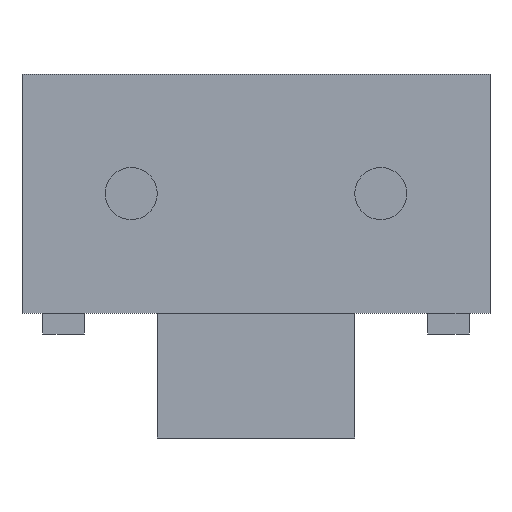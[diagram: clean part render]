
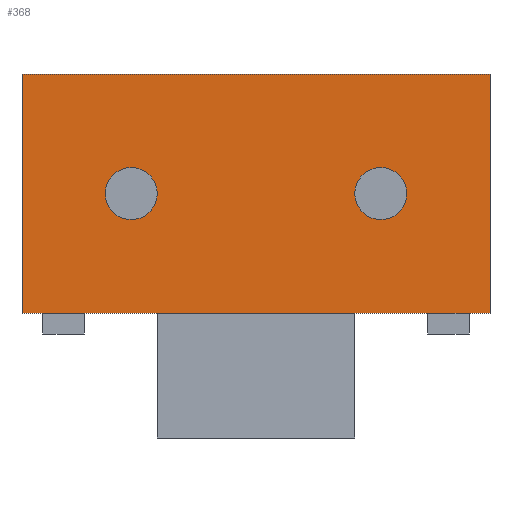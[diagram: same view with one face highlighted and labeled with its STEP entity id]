
A CAD part, front view. The second image highlights one B-rep face of the part: STEP entity #368.
In plain terms, the highlighted planar face has unit normal (0, -1, 0).
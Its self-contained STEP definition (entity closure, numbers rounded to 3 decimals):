
#13=DIRECTION('',(0.,0.,1.));
#14=VECTOR('',#13,2.3);
#15=CARTESIAN_POINT('',(-2.25,0.,-1.15));
#16=LINE('',#15,#14);
#17=DIRECTION('',(1.,0.,0.));
#18=VECTOR('',#17,4.5);
#19=CARTESIAN_POINT('',(-2.25,0.,1.15));
#20=LINE('',#19,#18);
#21=DIRECTION('',(0.,0.,-1.));
#22=VECTOR('',#21,2.3);
#23=CARTESIAN_POINT('',(2.25,0.,1.15));
#24=LINE('',#23,#22);
#25=DIRECTION('',(-1.,0.,0.));
#26=VECTOR('',#25,4.5);
#27=CARTESIAN_POINT('',(2.25,0.,-1.15));
#28=LINE('',#27,#26);
#29=CARTESIAN_POINT('',(1.2,0.,0.));
#30=DIRECTION('',(0.,-1.,0.));
#31=DIRECTION('',(-1.,0.,0.));
#32=AXIS2_PLACEMENT_3D('',#29,#30,#31);
#34=CARTESIAN_POINT('',(1.2,0.,0.));
#35=DIRECTION('',(0.,-1.,0.));
#36=DIRECTION('',(1.,0.,0.));
#37=AXIS2_PLACEMENT_3D('',#34,#35,#36);
#39=CARTESIAN_POINT('',(-1.2,0.,0.));
#40=DIRECTION('',(0.,-1.,0.));
#41=DIRECTION('',(-1.,0.,0.));
#42=AXIS2_PLACEMENT_3D('',#39,#40,#41);
#44=CARTESIAN_POINT('',(-1.2,0.,0.));
#45=DIRECTION('',(0.,-1.,0.));
#46=DIRECTION('',(1.,0.,0.));
#47=AXIS2_PLACEMENT_3D('',#44,#45,#46);
#261=CARTESIAN_POINT('',(-2.25,0.,-1.15));
#262=CARTESIAN_POINT('',(-2.25,0.,1.15));
#263=VERTEX_POINT('',#261);
#264=VERTEX_POINT('',#262);
#265=CARTESIAN_POINT('',(2.25,0.,1.15));
#266=VERTEX_POINT('',#265);
#267=CARTESIAN_POINT('',(2.25,0.,-1.15));
#268=VERTEX_POINT('',#267);
#325=CARTESIAN_POINT('',(0.95,0.,0.));
#326=CARTESIAN_POINT('',(1.45,0.,0.));
#327=VERTEX_POINT('',#325);
#328=VERTEX_POINT('',#326);
#329=CARTESIAN_POINT('',(-1.45,0.,0.));
#330=CARTESIAN_POINT('',(-0.95,0.,0.));
#331=VERTEX_POINT('',#329);
#332=VERTEX_POINT('',#330);
#341=CARTESIAN_POINT('',(0.,0.,0.));
#342=DIRECTION('',(0.,1.,0.));
#343=DIRECTION('',(1.,0.,0.));
#344=AXIS2_PLACEMENT_3D('',#341,#342,#343);
#345=PLANE('',#344);
#347=ORIENTED_EDGE('',*,*,#346,.T.);
#349=ORIENTED_EDGE('',*,*,#348,.T.);
#351=ORIENTED_EDGE('',*,*,#350,.T.);
#353=ORIENTED_EDGE('',*,*,#352,.T.);
#354=EDGE_LOOP('',(#347,#349,#351,#353));
#355=FACE_OUTER_BOUND('',#354,.F.);
#357=ORIENTED_EDGE('',*,*,#356,.T.);
#359=ORIENTED_EDGE('',*,*,#358,.T.);
#360=EDGE_LOOP('',(#357,#359));
#361=FACE_BOUND('',#360,.F.);
#363=ORIENTED_EDGE('',*,*,#362,.T.);
#365=ORIENTED_EDGE('',*,*,#364,.T.);
#366=EDGE_LOOP('',(#363,#365));
#367=FACE_BOUND('',#366,.F.);
#368=ADVANCED_FACE('',(#355,#361,#367),#345,.F.);
#33=CIRCLE('',#32,0.25);
#38=CIRCLE('',#37,0.25);
#43=CIRCLE('',#42,0.25);
#48=CIRCLE('',#47,0.25);
#346=EDGE_CURVE('',#263,#264,#16,.T.);
#348=EDGE_CURVE('',#264,#266,#20,.T.);
#350=EDGE_CURVE('',#266,#268,#24,.T.);
#352=EDGE_CURVE('',#268,#263,#28,.T.);
#356=EDGE_CURVE('',#327,#328,#33,.T.);
#358=EDGE_CURVE('',#328,#327,#38,.T.);
#362=EDGE_CURVE('',#331,#332,#43,.T.);
#364=EDGE_CURVE('',#332,#331,#48,.T.);
